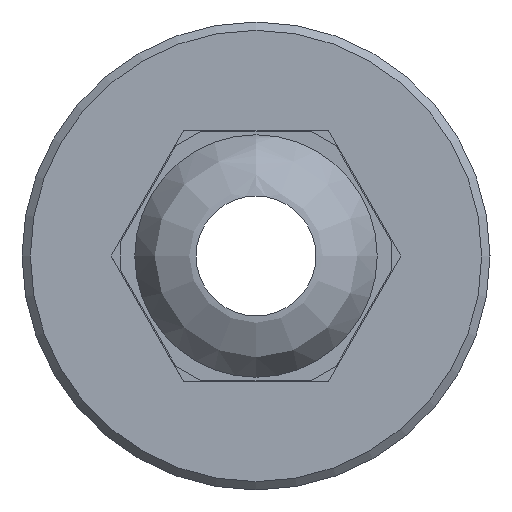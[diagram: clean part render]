
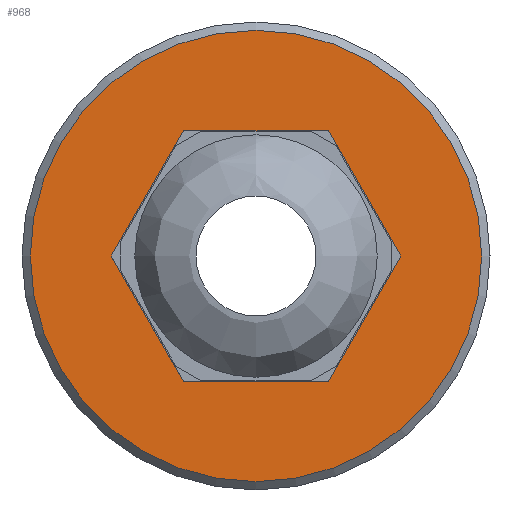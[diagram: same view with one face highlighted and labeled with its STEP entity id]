
A CAD part, left-side view. The second image highlights one B-rep face of the part: STEP entity #968.
In plain terms, the highlighted planar face has unit normal (-1, 0, 0).
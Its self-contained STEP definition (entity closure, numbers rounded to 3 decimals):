
#841 = CONICAL_SURFACE('',#842,14.,0.785);
#842 = AXIS2_PLACEMENT_3D('',#843,#844,#845);
#843 = CARTESIAN_POINT('',(-27.5,0.,0.));
#844 = DIRECTION('',(1.,0.,0.));
#845 = DIRECTION('',(0.,1.,0.));
#885 = VERTEX_POINT('',#886);
#886 = CARTESIAN_POINT('',(-28.,13.5,0.));
#907 = EDGE_CURVE('',#885,#885,#908,.T.);
#908 = SURFACE_CURVE('',#909,(#914,#921),.PCURVE_S1.);
#909 = CIRCLE('',#910,13.5);
#910 = AXIS2_PLACEMENT_3D('',#911,#912,#913);
#911 = CARTESIAN_POINT('',(-28.,0.,0.));
#912 = DIRECTION('',(1.,0.,0.));
#913 = DIRECTION('',(0.,1.,0.));
#914 = PCURVE('',#841,#915);
#915 = DEFINITIONAL_REPRESENTATION('',(#916),#920);
#916 = LINE('',#917,#918);
#917 = CARTESIAN_POINT('',(0.,-0.5));
#918 = VECTOR('',#919,1.);
#919 = DIRECTION('',(1.,0.));
#920 = ( GEOMETRIC_REPRESENTATION_CONTEXT(2) 
PARAMETRIC_REPRESENTATION_CONTEXT() REPRESENTATION_CONTEXT('2D SPACE',''
  ) );
#921 = PCURVE('',#922,#927);
#922 = PLANE('',#923);
#923 = AXIS2_PLACEMENT_3D('',#924,#925,#926);
#924 = CARTESIAN_POINT('',(-28.,0.,0.));
#925 = DIRECTION('',(1.,0.,0.));
#926 = DIRECTION('',(0.,1.,0.));
#927 = DEFINITIONAL_REPRESENTATION('',(#928),#932);
#928 = CIRCLE('',#929,13.5);
#929 = AXIS2_PLACEMENT_2D('',#930,#931);
#930 = CARTESIAN_POINT('',(0.,0.));
#931 = DIRECTION('',(1.,0.));
#932 = ( GEOMETRIC_REPRESENTATION_CONTEXT(2) 
PARAMETRIC_REPRESENTATION_CONTEXT() REPRESENTATION_CONTEXT('2D SPACE',''
  ) );
#968 = ADVANCED_FACE('',(#969,#972),#922,.F.);
#969 = FACE_BOUND('',#970,.T.);
#970 = EDGE_LOOP('',(#971));
#971 = ORIENTED_EDGE('',*,*,#907,.F.);
#972 = FACE_BOUND('',#973,.T.);
#973 = EDGE_LOOP('',(#974));
#974 = ORIENTED_EDGE('',*,*,#975,.T.);
#975 = EDGE_CURVE('',#976,#976,#978,.T.);
#976 = VERTEX_POINT('',#977);
#977 = CARTESIAN_POINT('',(-28.,5.75,0.));
#978 = SURFACE_CURVE('',#979,(#984,#991),.PCURVE_S1.);
#979 = CIRCLE('',#980,5.75);
#980 = AXIS2_PLACEMENT_3D('',#981,#982,#983);
#981 = CARTESIAN_POINT('',(-28.,0.,0.));
#982 = DIRECTION('',(1.,0.,0.));
#983 = DIRECTION('',(0.,1.,0.));
#984 = PCURVE('',#922,#985);
#985 = DEFINITIONAL_REPRESENTATION('',(#986),#990);
#986 = CIRCLE('',#987,5.75);
#987 = AXIS2_PLACEMENT_2D('',#988,#989);
#988 = CARTESIAN_POINT('',(0.,0.));
#989 = DIRECTION('',(1.,0.));
#990 = ( GEOMETRIC_REPRESENTATION_CONTEXT(2) 
PARAMETRIC_REPRESENTATION_CONTEXT() REPRESENTATION_CONTEXT('2D SPACE',''
  ) );
#991 = PCURVE('',#992,#997);
#992 = CYLINDRICAL_SURFACE('',#993,5.75);
#993 = AXIS2_PLACEMENT_3D('',#994,#995,#996);
#994 = CARTESIAN_POINT('',(-28.,0.,0.));
#995 = DIRECTION('',(1.,0.,0.));
#996 = DIRECTION('',(0.,1.,0.));
#997 = DEFINITIONAL_REPRESENTATION('',(#998),#1002);
#998 = LINE('',#999,#1000);
#999 = CARTESIAN_POINT('',(0.,0.));
#1000 = VECTOR('',#1001,1.);
#1001 = DIRECTION('',(1.,0.));
#1002 = ( GEOMETRIC_REPRESENTATION_CONTEXT(2) 
PARAMETRIC_REPRESENTATION_CONTEXT() REPRESENTATION_CONTEXT('2D SPACE',''
  ) );
